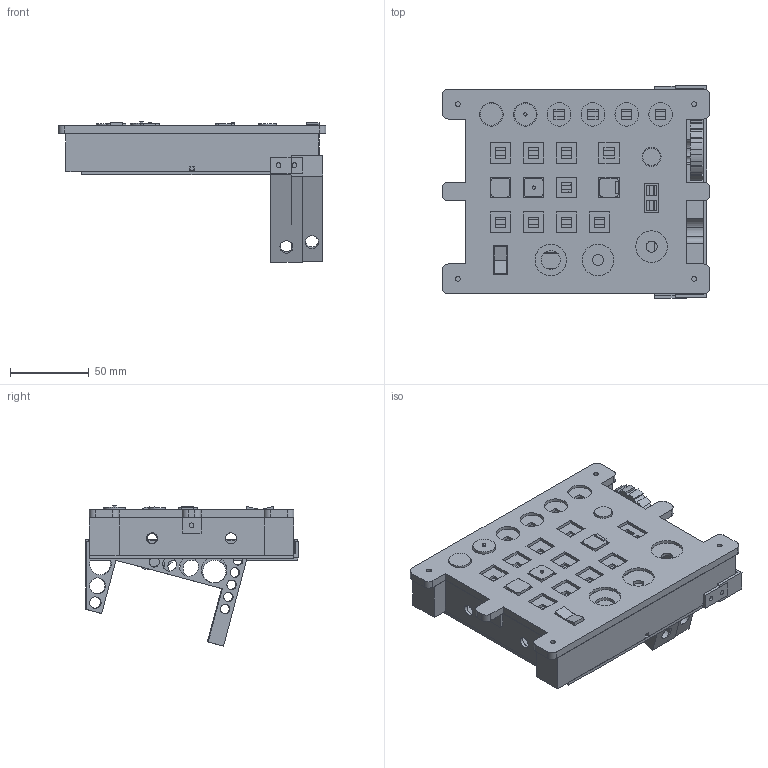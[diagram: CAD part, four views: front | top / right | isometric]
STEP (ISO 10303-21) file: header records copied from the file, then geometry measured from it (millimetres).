
FILE_DESCRIPTION(('FreeCAD Model'),'2;1');
FILE_NAME('Open CASCADE Shape Model','2023-10-09T23:06:17',('Author'),( ''),'Open CASCADE STEP processor 7.6','FreeCAD','Unknown');
FILE_SCHEMA(('AUTOMOTIVE_DESIGN { 1 0 10303 214 1 1 1 1 }'));
Length unit declared in the file: millimetre
Products named in the file (15): ICP_v2; Panel; Cover; Button.Round; Button.Round.Guide; Button.Square.Guide; Button.Square; Button.Rocker; Button.Round.Small; Cap; Mount; Button.Rotary; Mount.Center; Stick; Button.Square.Edge
Assembly tree (14 placements, depth 2):
  ICP_v2
    Panel
    Cover
    Button.Round
    Button.Round.Guide
    Button.Square.Guide
    Button.Square
    Button.Rocker
    Button.Round.Small
    Cap
    Mount
    Button.Rotary
    Mount.Center
    Stick
    Button.Square.Edge
Bounding box: 170 x 135 x 89.02 mm (x, y, z)
Volume: 224699.3 mm3; surface area: 197078 mm2
Topology: 14 solids, 14 shells, 681 faces, 1941 edges, 1254 vertices
Faces by surface type: plane 562, cylinder 119
Full cylindrical faces by diameter (mm): 2 x5, 3 x10, 5.529 x1, 6 x8, 6.25 x1, 6.347 x1, 7 x6, 7.317 x2, 7.79 x1, 8.25 x2, 8.853 x1, 10.114 x2, 10.729 x1, 11 x1, 12 x2, 12.112 x1, 14 x3, 14.55 x1, 15 x6, 16.348 x1, 17 x2, 20 x3
Entity records: 22642 total; most frequent: CARTESIAN_POINT 3891, ORIENTED_EDGE 3882, DIRECTION 3580, EDGE_CURVE 1941, LINE 1694, VECTOR 1694, VERTEX_POINT 1254, AXIS2_PLACEMENT_3D 943
